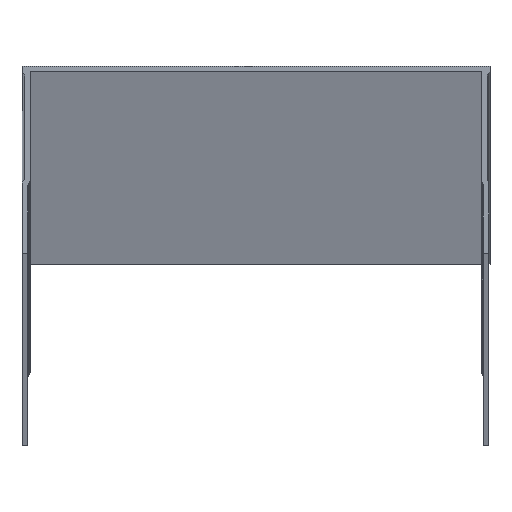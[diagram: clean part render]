
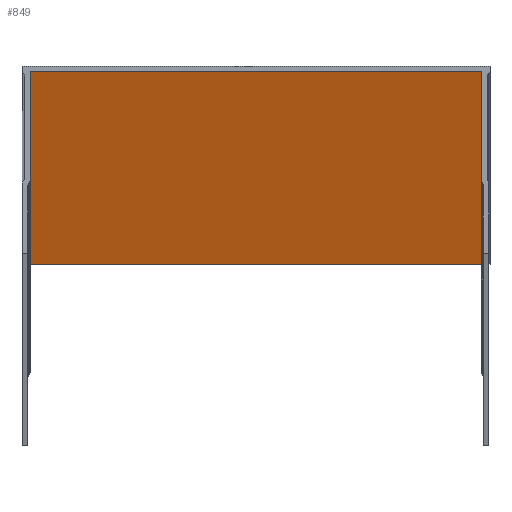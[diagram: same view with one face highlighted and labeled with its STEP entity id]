
A CAD part, top view. The second image highlights one B-rep face of the part: STEP entity #849.
In plain terms, the highlighted planar face has unit normal (0, -1, 0).
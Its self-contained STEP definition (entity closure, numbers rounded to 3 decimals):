
#313=CARTESIAN_POINT('',(8.35,0.,0.0));
#314=VERTEX_POINT('',#313);
#321=CARTESIAN_POINT('',(0.15,0.,0.0));
#322=VERTEX_POINT('',#321);
#323=CARTESIAN_POINT('',(0.15,0.0,0.0));
#324=DIRECTION('',(1.0,0.0,0.0));
#325=VECTOR('',#324,8.2);
#326=LINE('',#323,#325);
#327=EDGE_CURVE('',#322,#314,#326,.T.);
#490=CARTESIAN_POINT('',(8.35,0.0,2000.0));
#491=VERTEX_POINT('',#490);
#498=CARTESIAN_POINT('',(8.35,0.0,0.0));
#499=DIRECTION('',(0.0,0.0,1.0));
#500=VECTOR('',#499,2000.0);
#501=LINE('',#498,#500);
#502=EDGE_CURVE('',#314,#491,#501,.T.);
#540=CARTESIAN_POINT('',(0.15,0.,2000.0));
#541=VERTEX_POINT('',#540);
#548=CARTESIAN_POINT('',(0.15,0.0,2000.0));
#549=DIRECTION('',(1.0,0.0,0.0));
#550=VECTOR('',#549,8.2);
#551=LINE('',#548,#550);
#552=EDGE_CURVE('',#541,#491,#551,.T.);
#763=CARTESIAN_POINT('',(0.15,0.0,2000.0));
#764=DIRECTION('',(0.0,0.0,-1.0));
#765=VECTOR('',#764,2000.0);
#766=LINE('',#763,#765);
#767=EDGE_CURVE('',#541,#322,#766,.T.);
#838=CARTESIAN_POINT('',(0.0,0.0,0.0));
#839=DIRECTION('',(0.0,-1.0,0.0));
#840=DIRECTION('',(1.0,0.0,0.0));
#841=AXIS2_PLACEMENT_3D('',#838,#839,#840);
#842=PLANE('',#841);
#843=ORIENTED_EDGE('',*,*,#767,.T.);
#844=ORIENTED_EDGE('',*,*,#327,.T.);
#845=ORIENTED_EDGE('',*,*,#502,.T.);
#846=ORIENTED_EDGE('',*,*,#552,.F.);
#847=EDGE_LOOP('',(#843,#844,#845,#846));
#848=FACE_OUTER_BOUND('',#847,.T.);
#849=ADVANCED_FACE('',(#848),#842,.T.);
